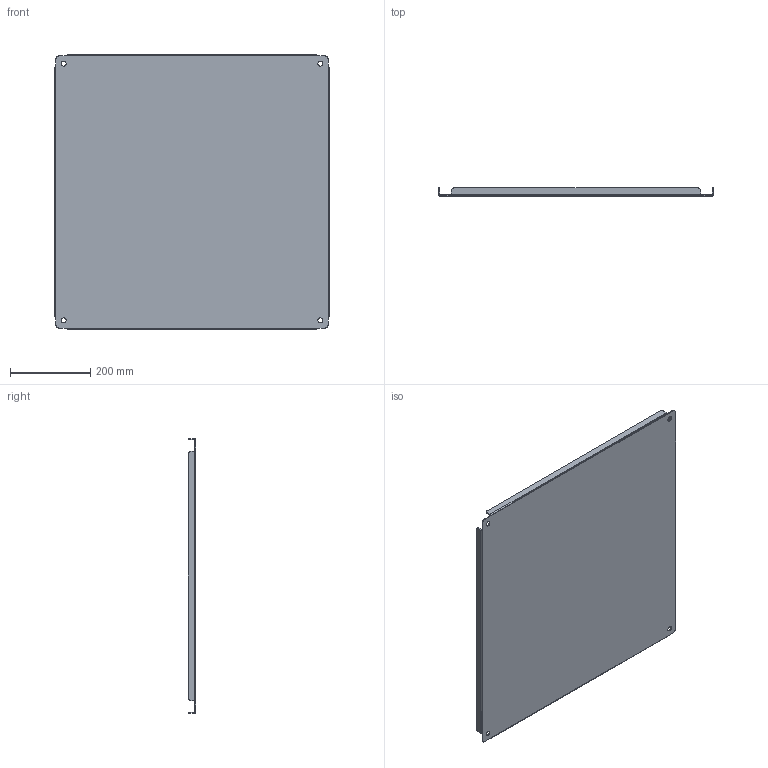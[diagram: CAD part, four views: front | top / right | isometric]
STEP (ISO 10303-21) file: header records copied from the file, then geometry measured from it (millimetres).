
FILE_DESCRIPTION (( 'STEP AP203' ), '1' );
FILE_NAME ('18P2727S16_Default.step', '2019-09-13T18:08:13', ( '' ), ( '' ), 'SwSTEP 2.0', 'SolidWorks 2018', '' );
FILE_SCHEMA (( 'CONFIG_CONTROL_DESIGN' ));
Length unit declared in the file: inch
Products named in the file (1): 18P2727S16_Default
Bounding box: 685.8 x 19.05 x 685.8 mm (x, y, z)
Volume: 1226403.9 mm3; surface area: 1023727.6 mm2
Topology: 1 solids, 1 shells, 58 faces, 152 edges, 96 vertices
Faces by surface type: plane 30, cylinder 28
Entity records: 1879 total; most frequent: DIRECTION 326, CARTESIAN_POINT 307, ORIENTED_EDGE 304, EDGE_CURVE 152, AXIS2_PLACEMENT_3D 115, VERTEX_POINT 96, VECTOR 96, LINE 96
